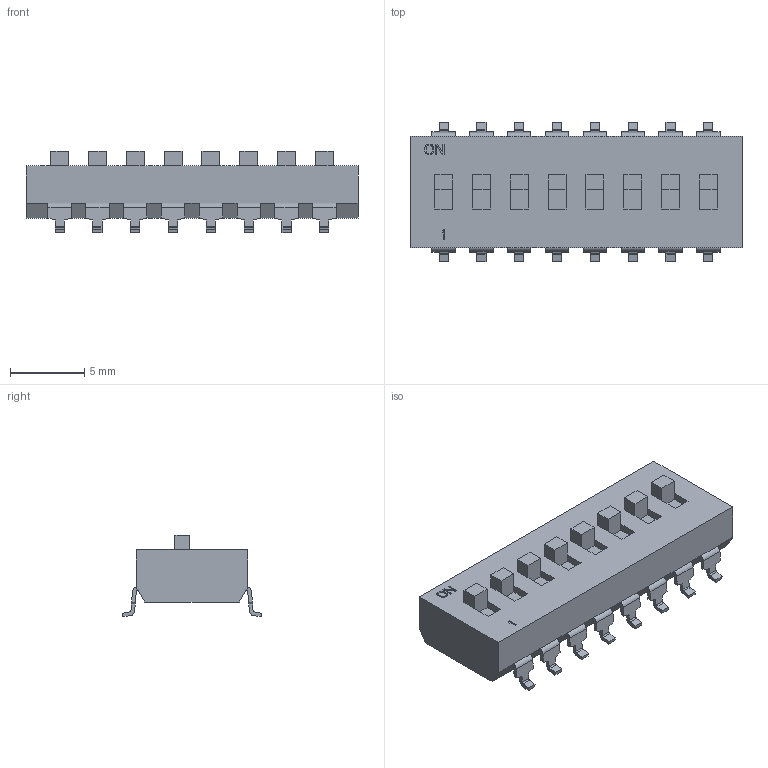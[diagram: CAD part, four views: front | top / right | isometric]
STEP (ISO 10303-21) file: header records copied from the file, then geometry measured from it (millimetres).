
FILE_DESCRIPTION((''),'2;1');
FILE_NAME('C-1-1825058-9','2014-08-12T',('workeradm'),('Tyco Electronics Ltd.'),'PRO/ENGINEER BY PARAMETRIC TECHNOLOGY CORPORATION, 2013050','PRO/ENGINEER BY PARAMETRIC TECHNOLOGY CORPORATION, 2013050','');
FILE_SCHEMA(('AUTOMOTIVE_DESIGN { 1 0 10303 214 1 1 1 1 }'));
Length unit declared in the file: millimetre
Products named in the file (1): C-1-1825058-9
Bounding box: 22.3 x 9.39 x 5.5 mm (x, y, z)
Volume: 585.7 mm3; surface area: 675.9 mm2
Topology: 1 solids, 1 shells, 401 faces, 1113 edges, 726 vertices
Faces by surface type: plane 337, cylinder 64
Entity records: 12787 total; most frequent: CARTESIAN_POINT 2242, ORIENTED_EDGE 2226, DIRECTION 2043, EDGE_CURVE 1113, VECTOR 985, LINE 985, VERTEX_POINT 726, AXIS2_PLACEMENT_3D 529
